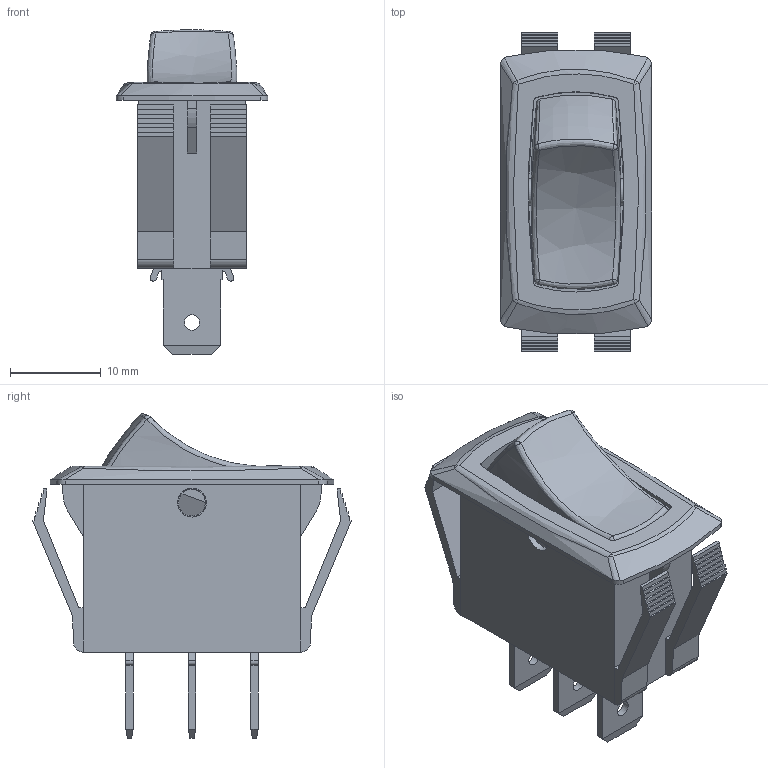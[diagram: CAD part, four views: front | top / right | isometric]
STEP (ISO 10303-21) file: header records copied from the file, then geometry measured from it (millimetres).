
FILE_DESCRIPTION(/* description */ (''),/* implementation_level */ '2;1');
FILE_NAME(/* name */ 'RSC441Dx000-1xx.stp',/* time_stamp */ '2025-06-03T16:05:40-05:00',/* author */ ('mroman'),/* organization */ (''),/* preprocessor_version */ 'ST-DEVELOPER v18.1',/* originating_system */ 'Autodesk Inventor 2022',/* authorisation */ '');
FILE_SCHEMA (('AUTOMOTIVE_DESIGN { 1 0 10303 214 3 1 1 }'));
Length unit declared in the file: centimetre
Products named in the file (1): RSC441Dx000-1xx
Bounding box: 16.7 x 35.2 x 35.8 mm (x, y, z)
Volume: 4306.6 mm3; surface area: 5629.9 mm2
Topology: 2 solids, 2 shells, 906 faces, 2499 edges, 1652 vertices
Faces by surface type: plane 522, bspline 315, cylinder 59, sphere 8, torus 2
Full cylindrical faces by diameter (mm): 1.7 x3, 2.95 x2, 3.2 x2
Entity records: 31793 total; most frequent: CARTESIAN_POINT 10788, ORIENTED_EDGE 4990, DIRECTION 3155, EDGE_CURVE 2495, LINE 1675, VECTOR 1675, VERTEX_POINT 1652, EDGE_LOOP 975
